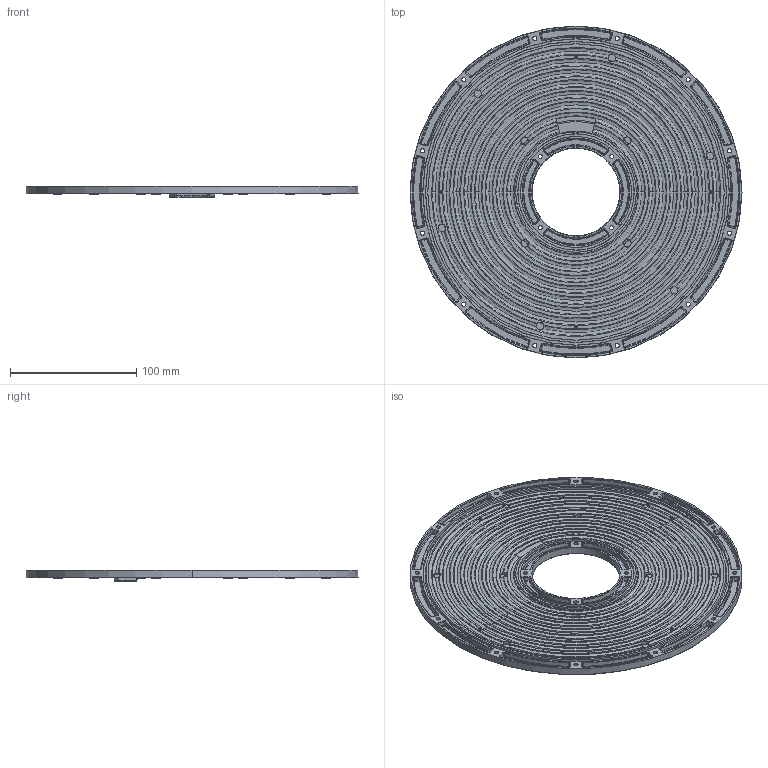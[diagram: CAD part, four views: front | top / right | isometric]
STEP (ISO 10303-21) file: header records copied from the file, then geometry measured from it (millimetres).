
FILE_DESCRIPTION (( 'STEP AP203' ), '1' );
FILE_NAME ('UFO263-150W-T90-20210302-KH.STEP', '2021-03-02T03:16:13', ( 'Windows 蚚誧' ), ( '' ), 'SwSTEP 2.0', 'SolidWorks 2019', '' );
FILE_SCHEMA (( 'CONFIG_CONTROL_DESIGN' ));
Length unit declared in the file: millimetre
Products named in the file (1): UFO263-150W-T90-20210302-KH
Bounding box: 263.03 x 263.03 x 9 mm (x, y, z)
Volume: 171234.7 mm3; surface area: 144024.7 mm2
Topology: 1 solids, 1 shells, 1153 faces, 3035 edges, 1940 vertices
Faces by surface type: bspline 474, plane 288, cylinder 192, cone 190, torus 9
Entity records: 58176 total; most frequent: CARTESIAN_POINT 33295, ORIENTED_EDGE 6044, DIRECTION 4115, EDGE_CURVE 3022, VERTEX_POINT 1940, AXIS2_PLACEMENT_3D 1713, EDGE_LOOP 1258, B_SPLINE_CURVE_WITH_KNOTS 1157
